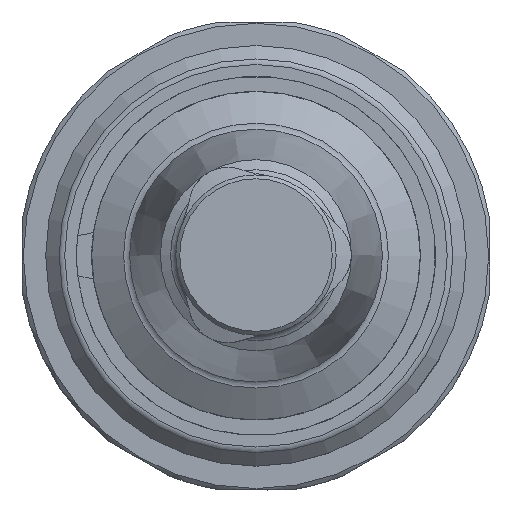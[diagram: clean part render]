
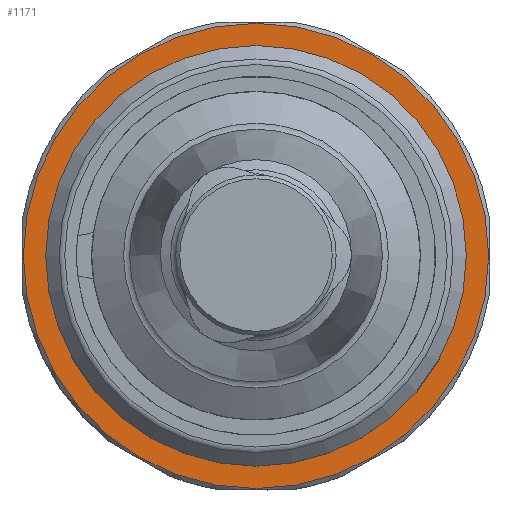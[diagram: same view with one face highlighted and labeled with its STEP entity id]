
A CAD part, top view. The second image highlights one B-rep face of the part: STEP entity #1171.
In plain terms, the highlighted planar face has unit normal (0, 0, 1).
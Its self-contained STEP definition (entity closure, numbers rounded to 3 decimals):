
#147=PLANE('',#1308);
#204=CIRCLE('',#1307,15.65);
#205=CIRCLE('',#1309,17.7);
#429=ORIENTED_EDGE('',*,*,#646,.T.);
#430=ORIENTED_EDGE('',*,*,#647,.F.);
#646=EDGE_CURVE('',#775,#775,#204,.T.);
#647=EDGE_CURVE('',#776,#776,#205,.T.);
#775=VERTEX_POINT('',#2039);
#776=VERTEX_POINT('',#2042);
#937=EDGE_LOOP('',(#429));
#938=EDGE_LOOP('',(#430));
#1052=FACE_BOUND('',#937,.T.);
#1053=FACE_BOUND('',#938,.T.);
#1171=ADVANCED_FACE('',(#1052,#1053),#147,.F.);
#1307=AXIS2_PLACEMENT_3D('',#2038,#1581,#1582);
#1308=AXIS2_PLACEMENT_3D('',#2040,#1583,#1584);
#1309=AXIS2_PLACEMENT_3D('',#2041,#1585,#1586);
#1581=DIRECTION('',(0.,0.,-1.));
#1582=DIRECTION('',(1.,0.,0.));
#1583=DIRECTION('',(0.,0.,-1.));
#1584=DIRECTION('',(1.,0.,0.));
#1585=DIRECTION('',(0.,0.,-1.));
#1586=DIRECTION('',(1.,0.,0.));
#2038=CARTESIAN_POINT('',(0.,0.,-1.));
#2039=CARTESIAN_POINT('',(15.65,0.,-1.));
#2040=CARTESIAN_POINT('',(15.65,0.,-1.));
#2041=CARTESIAN_POINT('',(0.,0.,-1.));
#2042=CARTESIAN_POINT('',(17.7,0.,-1.));
